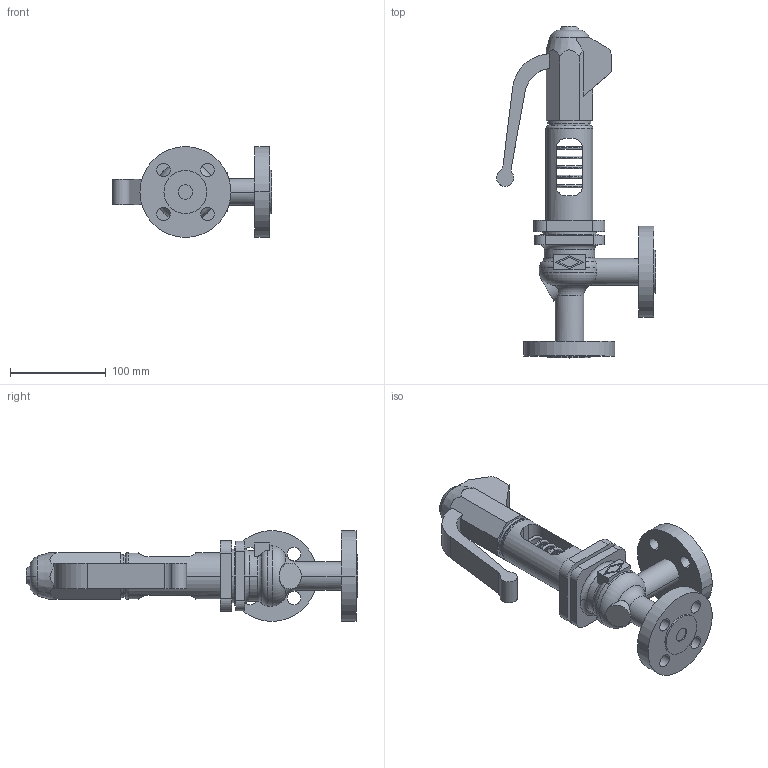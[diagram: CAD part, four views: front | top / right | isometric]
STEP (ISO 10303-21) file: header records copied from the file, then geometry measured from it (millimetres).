
FILE_DESCRIPTION(('Creo Elements/Direct Modeling STEP Export'),'2;1');
FILE_NAME('c000005167.stp','2013-12-03T 9:50:17',(''),(''),'Creo Elements/Direct Modeling STEP processor for AP214 (Solid Model)','Creo Elements/Direct Modeling 17.0D 15-Jul-2011 (C) Parametric Technology GmbH','');
FILE_SCHEMA(('AUTOMOTIVE_DESIGN { 1 0 10303 214 1 1 1 1 }'));
Length unit declared in the file: millimetre
Products named in the file (1): 1
Bounding box: 166.27 x 347 x 95 mm (x, y, z)
Volume: 903287.3 mm3; surface area: 131358.9 mm2
Topology: 1 solids, 1 shells, 174 faces, 484 edges, 315 vertices
Faces by surface type: plane 66, cylinder 65, torus 39, cone 4
Entity records: 6444 total; most frequent: CARTESIAN_POINT 2200, ORIENTED_EDGE 968, DIRECTION 802, EDGE_CURVE 484, VERTEX_POINT 315, AXIS2_PLACEMENT_3D 309, EDGE_LOOP 215, VECTOR 184
